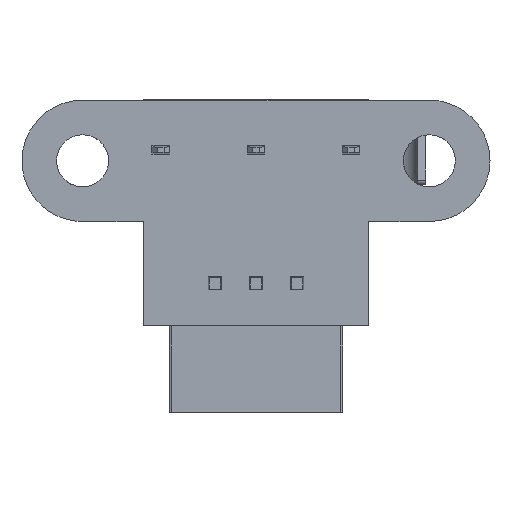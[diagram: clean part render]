
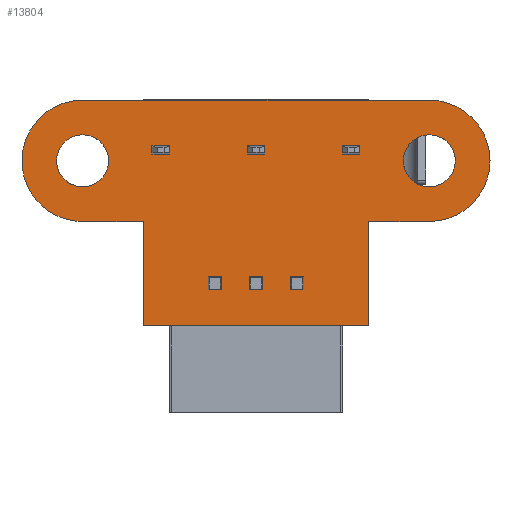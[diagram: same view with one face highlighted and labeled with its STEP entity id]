
A CAD part, front view. The second image highlights one B-rep face of the part: STEP entity #13804.
In plain terms, the highlighted free-form (B-spline) face has degree [1, 1] with [2, 2] control points.
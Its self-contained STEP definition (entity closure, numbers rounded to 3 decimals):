
#12150 = VERTEX_POINT('',#12151);
#12151 = CARTESIAN_POINT('',(-13.944,-8.102,
    1483.869));
#12169 = VERTEX_POINT('',#12170);
#12170 = CARTESIAN_POINT('',(-18.385,-8.102,
    1483.869));
#12175 = EDGE_CURVE('',#12150,#12169,#12176,.T.);
#12176 = ( BOUNDED_CURVE() B_SPLINE_CURVE(2,(#12177,#12178,#12179,#12180
,#12181),.UNSPECIFIED.,.F.,.F.) B_SPLINE_CURVE_WITH_KNOTS((3,2,3),(
    3.142,4.712,6.283),
.PIECEWISE_BEZIER_KNOTS.) CURVE() GEOMETRIC_REPRESENTATION_ITEM() 
RATIONAL_B_SPLINE_CURVE((1.,0.707,1.,0.707,1.)) 
REPRESENTATION_ITEM('') );
#12177 = CARTESIAN_POINT('',(-13.944,-8.102,
    1483.869));
#12178 = CARTESIAN_POINT('',(-13.944,-8.102,
    1486.09));
#12179 = CARTESIAN_POINT('',(-16.164,-8.102,
    1486.09));
#12180 = CARTESIAN_POINT('',(-18.385,-8.102,
    1486.09));
#12181 = CARTESIAN_POINT('',(-18.385,-8.102,
    1483.869));
#12198 = VERTEX_POINT('',#12199);
#12199 = CARTESIAN_POINT('',(15.666,-8.102,
    1483.869));
#12217 = VERTEX_POINT('',#12218);
#12218 = CARTESIAN_POINT('',(11.225,-8.102,
    1483.869));
#12223 = EDGE_CURVE('',#12198,#12217,#12224,.T.);
#12224 = ( BOUNDED_CURVE() B_SPLINE_CURVE(2,(#12225,#12226,#12227,#12228
,#12229),.UNSPECIFIED.,.F.,.F.) B_SPLINE_CURVE_WITH_KNOTS((3,2,3),(
    3.142,4.712,6.283),
.PIECEWISE_BEZIER_KNOTS.) CURVE() GEOMETRIC_REPRESENTATION_ITEM() 
RATIONAL_B_SPLINE_CURVE((1.,0.707,1.,0.707,1.)) 
REPRESENTATION_ITEM('') );
#12225 = CARTESIAN_POINT('',(15.666,-8.102,
    1483.869));
#12226 = CARTESIAN_POINT('',(15.666,-8.102,
    1486.09));
#12227 = CARTESIAN_POINT('',(13.445,-8.102,
    1486.09));
#12228 = CARTESIAN_POINT('',(11.225,-8.102,
    1486.09));
#12229 = CARTESIAN_POINT('',(11.225,-8.102,
    1483.869));
#12245 = EDGE_CURVE('',#12246,#12248,#12250,.T.);
#12246 = VERTEX_POINT('',#12247);
#12247 = CARTESIAN_POINT('',(18.627,-8.102,
    1483.869));
#12248 = VERTEX_POINT('',#12249);
#12249 = CARTESIAN_POINT('',(13.445,-8.102,
    1489.051));
#12250 = ( BOUNDED_CURVE() B_SPLINE_CURVE(2,(#12251,#12252,#12253),
.UNSPECIFIED.,.F.,.F.) B_SPLINE_CURVE_WITH_KNOTS((3,3),(3.142,
4.712),.PIECEWISE_BEZIER_KNOTS.) CURVE() 
GEOMETRIC_REPRESENTATION_ITEM() RATIONAL_B_SPLINE_CURVE((1.,
0.707,1.)) REPRESENTATION_ITEM('') );
#12251 = CARTESIAN_POINT('',(18.627,-8.102,
    1483.869));
#12252 = CARTESIAN_POINT('',(18.627,-8.102,
    1489.051));
#12253 = CARTESIAN_POINT('',(13.445,-8.102,
    1489.051));
#13780 = EDGE_CURVE('',#13781,#13783,#13785,.T.);
#13781 = VERTEX_POINT('',#13782);
#13782 = CARTESIAN_POINT('',(8.264,-8.102,
    1478.687));
#13783 = VERTEX_POINT('',#13784);
#13784 = CARTESIAN_POINT('',(13.445,-8.102,
    1478.687));
#13785 = B_SPLINE_CURVE_WITH_KNOTS('',1,(#13786,#13787),.UNSPECIFIED.,
  .F.,.F.,(2,2),(-3.5,-0.),.PIECEWISE_BEZIER_KNOTS.);
#13786 = CARTESIAN_POINT('',(8.264,-8.102,
    1478.687));
#13787 = CARTESIAN_POINT('',(13.445,-8.102,
    1478.687));
#13804 = ADVANCED_FACE('',(#13805,#13816,#13869),#13880,.T.);
#13805 = FACE_BOUND('',#13806,.T.);
#13806 = EDGE_LOOP('',(#13807,#13808));
#13807 = ORIENTED_EDGE('',*,*,#12223,.F.);
#13808 = ORIENTED_EDGE('',*,*,#13809,.F.);
#13809 = EDGE_CURVE('',#12217,#12198,#13810,.T.);
#13810 = ( BOUNDED_CURVE() B_SPLINE_CURVE(2,(#13811,#13812,#13813,#13814
,#13815),.UNSPECIFIED.,.F.,.F.) B_SPLINE_CURVE_WITH_KNOTS((3,2,3),(0.,
1.571,3.142),.PIECEWISE_BEZIER_KNOTS.) CURVE() 
GEOMETRIC_REPRESENTATION_ITEM() RATIONAL_B_SPLINE_CURVE((1.,
0.707,1.,0.707,1.)) REPRESENTATION_ITEM('') );
#13811 = CARTESIAN_POINT('',(11.225,-8.102,
    1483.869));
#13812 = CARTESIAN_POINT('',(11.225,-8.102,
    1481.648));
#13813 = CARTESIAN_POINT('',(13.445,-8.102,
    1481.648));
#13814 = CARTESIAN_POINT('',(15.666,-8.102,
    1481.648));
#13815 = CARTESIAN_POINT('',(15.666,-8.102,
    1483.869));
#13816 = FACE_BOUND('',#13817,.T.);
#13817 = EDGE_LOOP('',(#13818,#13824,#13825,#13832,#13842,#13849,#13856,
    #13863,#13868));
#13818 = ORIENTED_EDGE('',*,*,#13819,.T.);
#13819 = EDGE_CURVE('',#13783,#12246,#13820,.T.);
#13820 = ( BOUNDED_CURVE() B_SPLINE_CURVE(2,(#13821,#13822,#13823),
.UNSPECIFIED.,.F.,.F.) B_SPLINE_CURVE_WITH_KNOTS((3,3),(1.571,
3.142),.PIECEWISE_BEZIER_KNOTS.) CURVE() 
GEOMETRIC_REPRESENTATION_ITEM() RATIONAL_B_SPLINE_CURVE((1.,
0.707,1.)) REPRESENTATION_ITEM('') );
#13821 = CARTESIAN_POINT('',(13.445,-8.102,
    1478.687));
#13822 = CARTESIAN_POINT('',(18.627,-8.102,
    1478.687));
#13823 = CARTESIAN_POINT('',(18.627,-8.102,
    1483.869));
#13824 = ORIENTED_EDGE('',*,*,#12245,.T.);
#13825 = ORIENTED_EDGE('',*,*,#13826,.T.);
#13826 = EDGE_CURVE('',#12248,#13827,#13829,.T.);
#13827 = VERTEX_POINT('',#13828);
#13828 = CARTESIAN_POINT('',(-16.164,-8.102,
    1489.051));
#13829 = B_SPLINE_CURVE_WITH_KNOTS('',1,(#13830,#13831),.UNSPECIFIED.,
  .F.,.F.,(2,2),(0.,20.),.PIECEWISE_BEZIER_KNOTS.);
#13830 = CARTESIAN_POINT('',(13.445,-8.102,
    1489.051));
#13831 = CARTESIAN_POINT('',(-16.164,-8.102,
    1489.051));
#13832 = ORIENTED_EDGE('',*,*,#13833,.T.);
#13833 = EDGE_CURVE('',#13827,#13834,#13836,.T.);
#13834 = VERTEX_POINT('',#13835);
#13835 = CARTESIAN_POINT('',(-16.164,-8.102,
    1478.687));
#13836 = ( BOUNDED_CURVE() B_SPLINE_CURVE(2,(#13837,#13838,#13839,#13840
,#13841),.UNSPECIFIED.,.F.,.F.) B_SPLINE_CURVE_WITH_KNOTS((3,2,3),(
    4.712,6.283,7.854),
.PIECEWISE_BEZIER_KNOTS.) CURVE() GEOMETRIC_REPRESENTATION_ITEM() 
RATIONAL_B_SPLINE_CURVE((1.,0.707,1.,0.707,1.)) 
REPRESENTATION_ITEM('') );
#13837 = CARTESIAN_POINT('',(-16.164,-8.102,
    1489.051));
#13838 = CARTESIAN_POINT('',(-21.346,-8.102,
    1489.051));
#13839 = CARTESIAN_POINT('',(-21.346,-8.102,
    1483.869));
#13840 = CARTESIAN_POINT('',(-21.346,-8.102,
    1478.687));
#13841 = CARTESIAN_POINT('',(-16.164,-8.102,
    1478.687));
#13842 = ORIENTED_EDGE('',*,*,#13843,.T.);
#13843 = EDGE_CURVE('',#13834,#13844,#13846,.T.);
#13844 = VERTEX_POINT('',#13845);
#13845 = CARTESIAN_POINT('',(-10.983,-8.102,
    1478.687));
#13846 = B_SPLINE_CURVE_WITH_KNOTS('',1,(#13847,#13848),.UNSPECIFIED.,
  .F.,.F.,(2,2),(-20.,-16.5),.PIECEWISE_BEZIER_KNOTS.);
#13847 = CARTESIAN_POINT('',(-16.164,-8.102,
    1478.687));
#13848 = CARTESIAN_POINT('',(-10.983,-8.102,
    1478.687));
#13849 = ORIENTED_EDGE('',*,*,#13850,.T.);
#13850 = EDGE_CURVE('',#13844,#13851,#13853,.T.);
#13851 = VERTEX_POINT('',#13852);
#13852 = CARTESIAN_POINT('',(-10.983,-8.102,
    1469.804));
#13853 = B_SPLINE_CURVE_WITH_KNOTS('',1,(#13854,#13855),.UNSPECIFIED.,
  .F.,.F.,(2,2),(0.,6.),.PIECEWISE_BEZIER_KNOTS.);
#13854 = CARTESIAN_POINT('',(-10.983,-8.102,
    1478.687));
#13855 = CARTESIAN_POINT('',(-10.983,-8.102,
    1469.804));
#13856 = ORIENTED_EDGE('',*,*,#13857,.T.);
#13857 = EDGE_CURVE('',#13851,#13858,#13860,.T.);
#13858 = VERTEX_POINT('',#13859);
#13859 = CARTESIAN_POINT('',(8.264,-8.102,
    1469.804));
#13860 = B_SPLINE_CURVE_WITH_KNOTS('',1,(#13861,#13862),.UNSPECIFIED.,
  .F.,.F.,(2,2),(-13.,-0.),.PIECEWISE_BEZIER_KNOTS.);
#13861 = CARTESIAN_POINT('',(-10.983,-8.102,
    1469.804));
#13862 = CARTESIAN_POINT('',(8.264,-8.102,
    1469.804));
#13863 = ORIENTED_EDGE('',*,*,#13864,.T.);
#13864 = EDGE_CURVE('',#13858,#13781,#13865,.T.);
#13865 = B_SPLINE_CURVE_WITH_KNOTS('',1,(#13866,#13867),.UNSPECIFIED.,
  .F.,.F.,(2,2),(-6.,0.),.PIECEWISE_BEZIER_KNOTS.);
#13866 = CARTESIAN_POINT('',(8.264,-8.102,
    1469.804));
#13867 = CARTESIAN_POINT('',(8.264,-8.102,
    1478.687));
#13868 = ORIENTED_EDGE('',*,*,#13780,.T.);
#13869 = FACE_BOUND('',#13870,.T.);
#13870 = EDGE_LOOP('',(#13871,#13872));
#13871 = ORIENTED_EDGE('',*,*,#12175,.F.);
#13872 = ORIENTED_EDGE('',*,*,#13873,.F.);
#13873 = EDGE_CURVE('',#12169,#12150,#13874,.T.);
#13874 = ( BOUNDED_CURVE() B_SPLINE_CURVE(2,(#13875,#13876,#13877,#13878
,#13879),.UNSPECIFIED.,.F.,.F.) B_SPLINE_CURVE_WITH_KNOTS((3,2,3),(0.,
1.571,3.142),.PIECEWISE_BEZIER_KNOTS.) CURVE() 
GEOMETRIC_REPRESENTATION_ITEM() RATIONAL_B_SPLINE_CURVE((1.,
0.707,1.,0.707,1.)) REPRESENTATION_ITEM('') );
#13875 = CARTESIAN_POINT('',(-18.385,-8.102,
    1483.869));
#13876 = CARTESIAN_POINT('',(-18.385,-8.102,
    1481.648));
#13877 = CARTESIAN_POINT('',(-16.164,-8.102,
    1481.648));
#13878 = CARTESIAN_POINT('',(-13.944,-8.102,
    1481.648));
#13879 = CARTESIAN_POINT('',(-13.944,-8.102,
    1483.869));
#13880 = B_SPLINE_SURFACE_WITH_KNOTS('',1,1,(
    (#13881,#13882)
    ,(#13883,#13884
  )),.UNSPECIFIED.,.F.,.F.,.F.,(2,2),(2,2),(-3.5,23.5),(-3.5,9.5),
  .PIECEWISE_BEZIER_KNOTS.);
#13881 = CARTESIAN_POINT('',(18.627,-8.102,
    1489.051));
#13882 = CARTESIAN_POINT('',(18.627,-8.102,
    1469.804));
#13883 = CARTESIAN_POINT('',(-21.346,-8.102,
    1489.051));
#13884 = CARTESIAN_POINT('',(-21.346,-8.102,
    1469.804));
